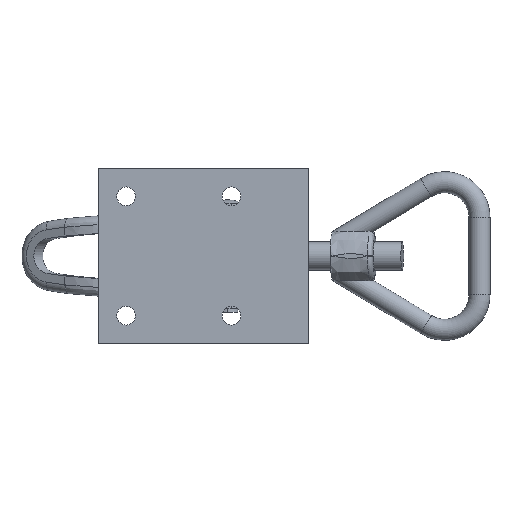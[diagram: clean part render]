
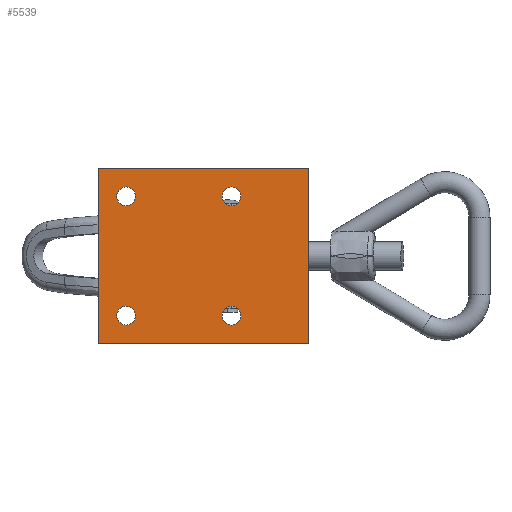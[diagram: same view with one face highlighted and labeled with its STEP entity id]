
A CAD part, front view. The second image highlights one B-rep face of the part: STEP entity #5539.
In plain terms, the highlighted planar face has unit normal (0, -1, 0).
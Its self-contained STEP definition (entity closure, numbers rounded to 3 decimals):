
#17 = FACE_OUTER_BOUND ( 'NONE', #7893, .T. ) ;
#399 = VERTEX_POINT ( 'NONE', #2889 ) ;
#518 = CARTESIAN_POINT ( 'NONE',  ( -22., 0., -8. ) ) ;
#530 = DIRECTION ( 'NONE',  ( 0., 0., 1. ) ) ;
#689 = EDGE_LOOP ( 'NONE', ( #5206, #2955 ) ) ;
#917 = VERTEX_POINT ( 'NONE', #3371 ) ;
#1043 = DIRECTION ( 'NONE',  ( 1., 0., 0. ) ) ;
#1108 = VECTOR ( 'NONE', #7572, 1000. ) ;
#1203 = DIRECTION ( 'NONE',  ( 0., 0., 1. ) ) ;
#1238 = CIRCLE ( 'NONE', #7494, 2.65 ) ;
#1263 = CIRCLE ( 'NONE', #1457, 2.65 ) ;
#1296 = VECTOR ( 'NONE', #3167, 1000. ) ;
#1405 = EDGE_CURVE ( 'NONE', #6267, #399, #4619, .T. ) ;
#1457 = AXIS2_PLACEMENT_3D ( 'NONE', #1856, #6683, #2575 ) ;
#1466 = DIRECTION ( 'NONE',  ( 0., 0., 1. ) ) ;
#1564 = CARTESIAN_POINT ( 'NONE',  ( -52., 0., -5.35 ) ) ;
#1589 = CARTESIAN_POINT ( 'NONE',  ( -52., 0., -44.65 ) ) ;
#1663 = PLANE ( 'NONE',  #8543 ) ;
#1856 = CARTESIAN_POINT ( 'NONE',  ( -22., 0., -8. ) ) ;
#2067 = DIRECTION ( 'NONE',  ( -1., 0., 0. ) ) ;
#2083 = VERTEX_POINT ( 'NONE', #1589 ) ;
#2120 = ORIENTED_EDGE ( 'NONE', *, *, #4722, .F. ) ;
#2207 = EDGE_CURVE ( 'NONE', #2083, #7280, #5236, .T. ) ;
#2218 = EDGE_CURVE ( 'NONE', #7280, #2083, #3632, .T. ) ;
#2575 = DIRECTION ( 'NONE',  ( 0., 0., 1. ) ) ;
#2635 = CIRCLE ( 'NONE', #5993, 2.65 ) ;
#2648 = AXIS2_PLACEMENT_3D ( 'NONE', #2820, #3201, #3430 ) ;
#2775 = CARTESIAN_POINT ( 'NONE',  ( 0., 0., 0. ) ) ;
#2793 = EDGE_CURVE ( 'NONE', #399, #6267, #1238, .T. ) ;
#2820 = CARTESIAN_POINT ( 'NONE',  ( -52., 0., -8. ) ) ;
#2877 = CARTESIAN_POINT ( 'NONE',  ( -22., 0., -42. ) ) ;
#2889 = CARTESIAN_POINT ( 'NONE',  ( -52., 0., -10.65 ) ) ;
#2955 = ORIENTED_EDGE ( 'NONE', *, *, #7775, .T. ) ;
#3051 = LINE ( 'NONE', #8289, #6475 ) ;
#3064 = DIRECTION ( 'NONE',  ( 0., 0., 1. ) ) ;
#3086 = ORIENTED_EDGE ( 'NONE', *, *, #1405, .T. ) ;
#3146 = LINE ( 'NONE', #6590, #1296 ) ;
#3167 = DIRECTION ( 'NONE',  ( 0., 0., 1. ) ) ;
#3201 = DIRECTION ( 'NONE',  ( 0., 1., 0. ) ) ;
#3222 = CARTESIAN_POINT ( 'NONE',  ( -22., 0., -42. ) ) ;
#3266 = VERTEX_POINT ( 'NONE', #4791 ) ;
#3371 = CARTESIAN_POINT ( 'NONE',  ( 0., 0., -50. ) ) ;
#3430 = DIRECTION ( 'NONE',  ( 0., 0., 1. ) ) ;
#3472 = ORIENTED_EDGE ( 'NONE', *, *, #2218, .T. ) ;
#3550 = DIRECTION ( 'NONE',  ( 0., 0., 1. ) ) ;
#3554 = CARTESIAN_POINT ( 'NONE',  ( -52., 0., -42. ) ) ;
#3599 = ORIENTED_EDGE ( 'NONE', *, *, #6550, .T. ) ;
#3632 = CIRCLE ( 'NONE', #8745, 2.65 ) ;
#3702 = FACE_BOUND ( 'NONE', #6497, .T. ) ;
#3722 = CARTESIAN_POINT ( 'NONE',  ( 0., 0., 0. ) ) ;
#3816 = ORIENTED_EDGE ( 'NONE', *, *, #2207, .T. ) ;
#3917 = DIRECTION ( 'NONE',  ( 0., 0., 1. ) ) ;
#3950 = CARTESIAN_POINT ( 'NONE',  ( 0., 0., 0. ) ) ;
#4134 = LINE ( 'NONE', #2775, #1108 ) ;
#4146 = ORIENTED_EDGE ( 'NONE', *, *, #4586, .F. ) ;
#4251 = EDGE_CURVE ( 'NONE', #5413, #7678, #2635, .T. ) ;
#4560 = VECTOR ( 'NONE', #1043, 1000. ) ;
#4570 = VERTEX_POINT ( 'NONE', #6532 ) ;
#4586 = EDGE_CURVE ( 'NONE', #4570, #6624, #6394, .T. ) ;
#4592 = AXIS2_PLACEMENT_3D ( 'NONE', #3554, #8360, #7077 ) ;
#4619 = CIRCLE ( 'NONE', #2648, 2.65 ) ;
#4634 = DIRECTION ( 'NONE',  ( 0., 1., 0. ) ) ;
#4722 = EDGE_CURVE ( 'NONE', #6624, #917, #4134, .T. ) ;
#4791 = CARTESIAN_POINT ( 'NONE',  ( -22., 0., -10.65 ) ) ;
#5206 = ORIENTED_EDGE ( 'NONE', *, *, #7757, .T. ) ;
#5236 = CIRCLE ( 'NONE', #4592, 2.65 ) ;
#5323 = DIRECTION ( 'NONE',  ( 0., 1., 0. ) ) ;
#5413 = VERTEX_POINT ( 'NONE', #5591 ) ;
#5434 = EDGE_LOOP ( 'NONE', ( #3472, #3816 ) ) ;
#5539 = ADVANCED_FACE ( 'NONE', ( #5738, #6381, #7344, #3702, #17 ), #1663, .F. ) ;
#5591 = CARTESIAN_POINT ( 'NONE',  ( -22., 0., -39.35 ) ) ;
#5738 = FACE_BOUND ( 'NONE', #5434, .T. ) ;
#5993 = AXIS2_PLACEMENT_3D ( 'NONE', #2877, #7667, #3550 ) ;
#6267 = VERTEX_POINT ( 'NONE', #1564 ) ;
#6381 = FACE_BOUND ( 'NONE', #6715, .T. ) ;
#6394 = LINE ( 'NONE', #8601, #4560 ) ;
#6475 = VECTOR ( 'NONE', #2067, 1000. ) ;
#6494 = EDGE_CURVE ( 'NONE', #6974, #4570, #3146, .T. ) ;
#6497 = EDGE_LOOP ( 'NONE', ( #3086, #7116 ) ) ;
#6532 = CARTESIAN_POINT ( 'NONE',  ( -60., 0., 0. ) ) ;
#6550 = EDGE_CURVE ( 'NONE', #7678, #5413, #6585, .T. ) ;
#6582 = ORIENTED_EDGE ( 'NONE', *, *, #6494, .F. ) ;
#6585 = CIRCLE ( 'NONE', #8772, 2.65 ) ;
#6590 = CARTESIAN_POINT ( 'NONE',  ( -60., 0., 0. ) ) ;
#6624 = VERTEX_POINT ( 'NONE', #3950 ) ;
#6683 = DIRECTION ( 'NONE',  ( 0., 1., 0. ) ) ;
#6697 = VERTEX_POINT ( 'NONE', #7489 ) ;
#6715 = EDGE_LOOP ( 'NONE', ( #8741, #3599 ) ) ;
#6821 = EDGE_CURVE ( 'NONE', #917, #6974, #3051, .T. ) ;
#6847 = CARTESIAN_POINT ( 'NONE',  ( -52., 0., -39.35 ) ) ;
#6974 = VERTEX_POINT ( 'NONE', #7850 ) ;
#7077 = DIRECTION ( 'NONE',  ( 0., 0., 1. ) ) ;
#7116 = ORIENTED_EDGE ( 'NONE', *, *, #2793, .T. ) ;
#7139 = ORIENTED_EDGE ( 'NONE', *, *, #6821, .F. ) ;
#7175 = DIRECTION ( 'NONE',  ( 0., 1., 0. ) ) ;
#7280 = VERTEX_POINT ( 'NONE', #6847 ) ;
#7344 = FACE_BOUND ( 'NONE', #689, .T. ) ;
#7460 = AXIS2_PLACEMENT_3D ( 'NONE', #518, #5323, #1203 ) ;
#7489 = CARTESIAN_POINT ( 'NONE',  ( -22., 0., -5.35 ) ) ;
#7494 = AXIS2_PLACEMENT_3D ( 'NONE', #8768, #4634, #530 ) ;
#7572 = DIRECTION ( 'NONE',  ( 0., 0., -1. ) ) ;
#7667 = DIRECTION ( 'NONE',  ( 0., 1., 0. ) ) ;
#7670 = CARTESIAN_POINT ( 'NONE',  ( -52., 0., -42. ) ) ;
#7678 = VERTEX_POINT ( 'NONE', #7968 ) ;
#7757 = EDGE_CURVE ( 'NONE', #6697, #3266, #1263, .T. ) ;
#7775 = EDGE_CURVE ( 'NONE', #3266, #6697, #8143, .T. ) ;
#7850 = CARTESIAN_POINT ( 'NONE',  ( -60., 0., -50. ) ) ;
#7893 = EDGE_LOOP ( 'NONE', ( #2120, #4146, #6582, #7139 ) ) ;
#7968 = CARTESIAN_POINT ( 'NONE',  ( -22., 0., -44.65 ) ) ;
#8020 = DIRECTION ( 'NONE',  ( 0., 1., 0. ) ) ;
#8143 = CIRCLE ( 'NONE', #7460, 2.65 ) ;
#8289 = CARTESIAN_POINT ( 'NONE',  ( 0., 0., -50. ) ) ;
#8298 = DIRECTION ( 'NONE',  ( 0., 1., 0. ) ) ;
#8360 = DIRECTION ( 'NONE',  ( 0., 1., 0. ) ) ;
#8543 = AXIS2_PLACEMENT_3D ( 'NONE', #3722, #7175, #3064 ) ;
#8601 = CARTESIAN_POINT ( 'NONE',  ( 0., 0., 0. ) ) ;
#8741 = ORIENTED_EDGE ( 'NONE', *, *, #4251, .T. ) ;
#8745 = AXIS2_PLACEMENT_3D ( 'NONE', #7670, #8298, #1466 ) ;
#8768 = CARTESIAN_POINT ( 'NONE',  ( -52., 0., -8. ) ) ;
#8772 = AXIS2_PLACEMENT_3D ( 'NONE', #3222, #8020, #3917 ) ;
